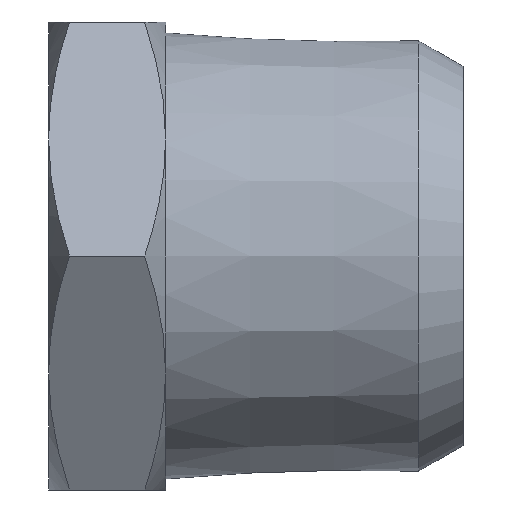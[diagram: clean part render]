
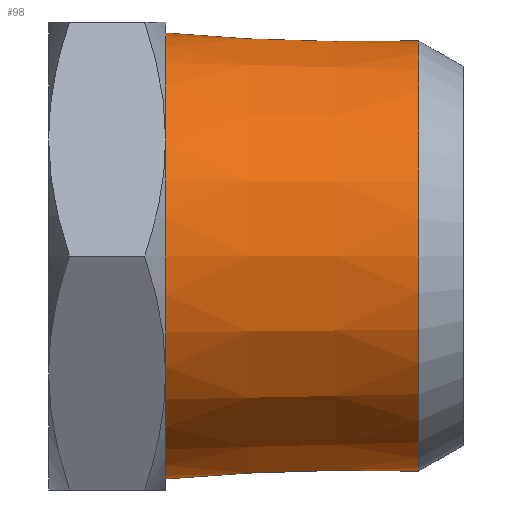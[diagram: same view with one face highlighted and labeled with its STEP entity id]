
A CAD part, left-side view. The second image highlights one B-rep face of the part: STEP entity #98.
In plain terms, the highlighted conical face has half-angle 1.788 degrees and reference radius 10.485 mm.
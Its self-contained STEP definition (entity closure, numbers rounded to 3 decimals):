
#98 = ADVANCED_FACE( '', ( #197, #198 ), #199, .T. );
#197 = FACE_BOUND( '', #290, .T. );
#198 = FACE_OUTER_BOUND( '', #291, .T. );
#199 = CONICAL_SURFACE( '', #292, 10.485, 0.031 );
#290 = EDGE_LOOP( '', ( #489 ) );
#291 = EDGE_LOOP( '', ( #490 ) );
#292 = AXIS2_PLACEMENT_3D( '', #491, #492, #493 );
#489 = ORIENTED_EDGE( '', *, *, #571, .F. );
#490 = ORIENTED_EDGE( '', *, *, #558, .T. );
#491 = CARTESIAN_POINT( '', ( 0., 14., 0. ) );
#492 = DIRECTION( '', ( 0., 1., 0. ) );
#493 = DIRECTION( '', ( -1., 0., 0. ) );
#558 = EDGE_CURVE( '', #660, #660, #661, .T. );
#571 = EDGE_CURVE( '', #676, #676, #677, .T. );
#660 = VERTEX_POINT( '', #904 );
#661 = CIRCLE( '', #905, 10.485 );
#676 = VERTEX_POINT( '', #932 );
#677 = CIRCLE( '', #933, 10.114 );
#904 = CARTESIAN_POINT( '', ( 10.485, 14., 0. ) );
#905 = AXIS2_PLACEMENT_3D( '', #985, #986, #987 );
#932 = CARTESIAN_POINT( '', ( 10.114, 2.1, 0. ) );
#933 = AXIS2_PLACEMENT_3D( '', #997, #998, #999 );
#985 = CARTESIAN_POINT( '', ( 0., 14., 0. ) );
#986 = DIRECTION( '', ( 0., -1., 0. ) );
#987 = DIRECTION( '', ( 1., 0., 0. ) );
#997 = CARTESIAN_POINT( '', ( 0., 2.1, 0. ) );
#998 = DIRECTION( '', ( 0., -1., 0. ) );
#999 = DIRECTION( '', ( 1., 0., 0. ) );
